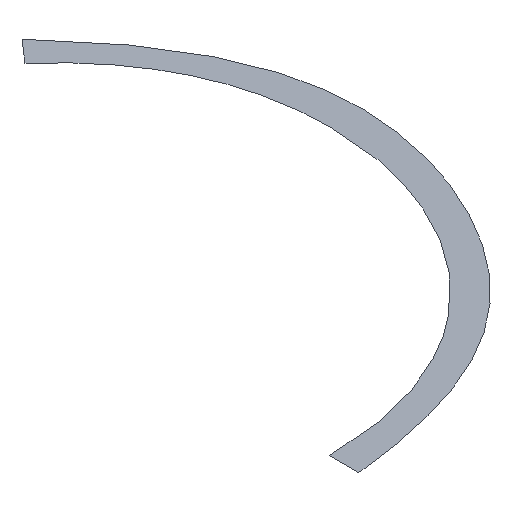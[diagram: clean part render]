
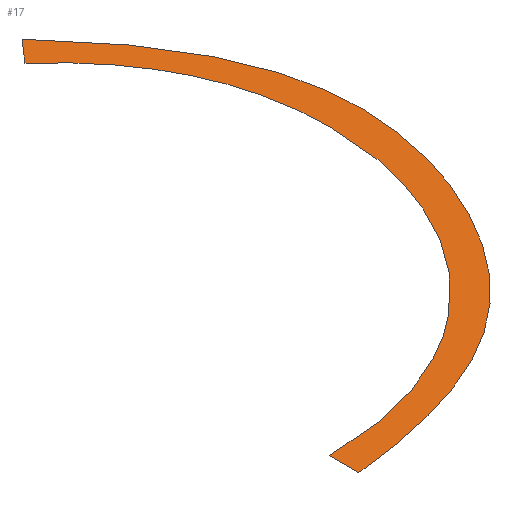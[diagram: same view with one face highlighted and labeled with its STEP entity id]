
A CAD part, isometric view. The second image highlights one B-rep face of the part: STEP entity #17.
In plain terms, the highlighted planar face has unit normal (0.003, 0.001, 1).
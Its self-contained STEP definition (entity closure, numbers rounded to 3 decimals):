
#17 = ADVANCED_FACE('',(#18),#35,.F.);
#18 = FACE_BOUND('',#19,.F.);
#19 = EDGE_LOOP('',(#20,#49,#65,#87,#103,#125));
#20 = ORIENTED_EDGE('',*,*,#21,.T.);
#21 = EDGE_CURVE('',#22,#24,#26,.T.);
#22 = VERTEX_POINT('',#23);
#23 = CARTESIAN_POINT('',(4.657,0.653,
    -0.012));
#24 = VERTEX_POINT('',#25);
#25 = CARTESIAN_POINT('',(1.523,9.491,
    -0.016));
#26 = SURFACE_CURVE('',#27,(#34),.PCURVE_S1.);
#27 = B_SPLINE_CURVE_WITH_KNOTS('',3,(#28,#29,#30,#31,#32,#33),
  .UNSPECIFIED.,.F.,.F.,(4,1,1,4),(0.,0.333,0.667,1.),
  .UNSPECIFIED.);
#28 = CARTESIAN_POINT('',(4.657,0.653,
    -0.012));
#29 = CARTESIAN_POINT('',(4.853,1.828,
    -0.014));
#30 = CARTESIAN_POINT('',(4.881,4.049,
    -0.017));
#31 = CARTESIAN_POINT('',(3.836,6.995,
    -0.018));
#32 = CARTESIAN_POINT('',(2.415,8.702,
    -0.017));
#33 = CARTESIAN_POINT('',(1.523,9.491,
    -0.016));
#34 = PCURVE('',#35,#40);
#35 = PLANE('',#36);
#36 = AXIS2_PLACEMENT_3D('',#37,#38,#39);
#37 = CARTESIAN_POINT('',(7.286,9.46,
    -0.03));
#38 = DIRECTION('',(-0.003,-0.001,
    -1.));
#39 = DIRECTION('',(-0.175,-0.985,0.002)
  );
#40 = DEFINITIONAL_REPRESENTATION('',(#41),#48);
#41 = B_SPLINE_CURVE_WITH_KNOTS('',3,(#42,#43,#44,#45,#46,#47),
  .UNSPECIFIED.,.F.,.F.,(4,1,1,4),(0.,0.333,0.667,1.),
  .UNSPECIFIED.);
#42 = CARTESIAN_POINT('',(9.131,1.052));
#43 = CARTESIAN_POINT('',(7.94,1.065));
#44 = CARTESIAN_POINT('',(5.748,1.424));
#45 = CARTESIAN_POINT('',(3.029,2.967));
#46 = CARTESIAN_POINT('',(1.596,4.665));
#47 = CARTESIAN_POINT('',(0.975,5.681));
#48 = ( GEOMETRIC_REPRESENTATION_CONTEXT(2) 
PARAMETRIC_REPRESENTATION_CONTEXT() REPRESENTATION_CONTEXT('2D SPACE',''
  ) );
#49 = ORIENTED_EDGE('',*,*,#50,.T.);
#50 = EDGE_CURVE('',#24,#51,#53,.T.);
#51 = VERTEX_POINT('',#52);
#52 = CARTESIAN_POINT('',(2.177,10.247,
    -0.018));
#53 = SURFACE_CURVE('',#54,(#58),.PCURVE_S1.);
#54 = LINE('',#55,#56);
#55 = CARTESIAN_POINT('',(1.523,9.491,
    -0.016));
#56 = VECTOR('',#57,1.);
#57 = DIRECTION('',(0.655,0.756,-0.003));
#58 = PCURVE('',#35,#59);
#59 = DEFINITIONAL_REPRESENTATION('',(#60),#64);
#60 = LINE('',#61,#62);
#61 = CARTESIAN_POINT('',(0.975,5.681));
#62 = VECTOR('',#63,1.);
#63 = DIRECTION('',(-0.859,-0.513));
#64 = ( GEOMETRIC_REPRESENTATION_CONTEXT(2) 
PARAMETRIC_REPRESENTATION_CONTEXT() REPRESENTATION_CONTEXT('2D SPACE',''
  ) );
#65 = ORIENTED_EDGE('',*,*,#66,.T.);
#66 = EDGE_CURVE('',#51,#67,#69,.T.);
#67 = VERTEX_POINT('',#68);
#68 = CARTESIAN_POINT('',(-4.861,-8.186,
    0.022));
#69 = SURFACE_CURVE('',#70,(#77),.PCURVE_S1.);
#70 = B_SPLINE_CURVE_WITH_KNOTS('',3,(#71,#72,#73,#74,#75,#76),
  .UNSPECIFIED.,.F.,.F.,(4,1,1,4),(0.,0.333,0.667,1.),
  .UNSPECIFIED.);
#71 = CARTESIAN_POINT('',(2.177,10.247,
    -0.018));
#72 = CARTESIAN_POINT('',(4.549,7.704,
    -0.021));
#73 = CARTESIAN_POINT('',(7.173,2.915,
    -0.022));
#74 = CARTESIAN_POINT('',(3.454,-5.955,
    -0.001));
#75 = CARTESIAN_POINT('',(-1.528,-7.829,
    0.013));
#76 = CARTESIAN_POINT('',(-4.861,-8.186,
    0.022));
#77 = PCURVE('',#35,#78);
#78 = DEFINITIONAL_REPRESENTATION('',(#79),#86);
#79 = B_SPLINE_CURVE_WITH_KNOTS('',3,(#80,#81,#82,#83,#84,#85),
  .UNSPECIFIED.,.F.,.F.,(4,1,1,4),(0.,0.333,0.667,1.),
  .UNSPECIFIED.);
#80 = CARTESIAN_POINT('',(0.116,5.168));
#81 = CARTESIAN_POINT('',(2.207,2.39));
#82 = CARTESIAN_POINT('',(6.464,-1.03));
#83 = CARTESIAN_POINT('',(15.847,1.084));
#84 = CARTESIAN_POINT('',(18.562,5.662));
#85 = CARTESIAN_POINT('',(19.495,8.882));
#86 = ( GEOMETRIC_REPRESENTATION_CONTEXT(2) 
PARAMETRIC_REPRESENTATION_CONTEXT() REPRESENTATION_CONTEXT('2D SPACE',''
  ) );
#87 = ORIENTED_EDGE('',*,*,#88,.T.);
#88 = EDGE_CURVE('',#67,#89,#91,.T.);
#89 = VERTEX_POINT('',#90);
#90 = CARTESIAN_POINT('',(-4.846,-7.188,
    0.021));
#91 = SURFACE_CURVE('',#92,(#96),.PCURVE_S1.);
#92 = LINE('',#93,#94);
#93 = CARTESIAN_POINT('',(-4.861,-8.186,
    0.022));
#94 = VECTOR('',#95,1.);
#95 = DIRECTION('',(0.016,1.,-0.001
    ));
#96 = PCURVE('',#35,#97);
#97 = DEFINITIONAL_REPRESENTATION('',(#98),#102);
#98 = LINE('',#99,#100);
#99 = CARTESIAN_POINT('',(19.495,8.882));
#100 = VECTOR('',#101,1.);
#101 = DIRECTION('',(-0.987,0.159));
#102 = ( GEOMETRIC_REPRESENTATION_CONTEXT(2) 
PARAMETRIC_REPRESENTATION_CONTEXT() REPRESENTATION_CONTEXT('2D SPACE',''
  ) );
#103 = ORIENTED_EDGE('',*,*,#104,.T.);
#104 = EDGE_CURVE('',#89,#105,#107,.T.);
#105 = VERTEX_POINT('',#106);
#106 = CARTESIAN_POINT('',(1.35,-5.016,
    0.003));
#107 = SURFACE_CURVE('',#108,(#115),.PCURVE_S1.);
#108 = B_SPLINE_CURVE_WITH_KNOTS('',3,(#109,#110,#111,#112,#113,#114),
  .UNSPECIFIED.,.F.,.F.,(4,1,1,4),(0.,0.333,0.667,1.),
  .UNSPECIFIED.);
#109 = CARTESIAN_POINT('',(-4.846,-7.188,
    0.021));
#110 = CARTESIAN_POINT('',(-4.021,-7.176,
    0.019));
#111 = CARTESIAN_POINT('',(-2.462,-6.998,
    0.015));
#112 = CARTESIAN_POINT('',(-0.402,-6.255,
    0.009));
#113 = CARTESIAN_POINT('',(0.795,-5.478,
    0.005));
#114 = CARTESIAN_POINT('',(1.35,-5.016,
    0.003));
#115 = PCURVE('',#35,#116);
#116 = DEFINITIONAL_REPRESENTATION('',(#117),#124);
#117 = B_SPLINE_CURVE_WITH_KNOTS('',3,(#118,#119,#120,#121,#122,#123),
  .UNSPECIFIED.,.F.,.F.,(4,1,1,4),(0.,0.333,0.667,1.),
  .UNSPECIFIED.);
#118 = CARTESIAN_POINT('',(18.51,9.041));
#119 = CARTESIAN_POINT('',(18.354,8.231));
#120 = CARTESIAN_POINT('',(17.907,6.727));
#121 = CARTESIAN_POINT('',(16.816,4.829));
#122 = CARTESIAN_POINT('',(15.842,3.785));
#123 = CARTESIAN_POINT('',(15.29,3.32));
#124 = ( GEOMETRIC_REPRESENTATION_CONTEXT(2) 
PARAMETRIC_REPRESENTATION_CONTEXT() REPRESENTATION_CONTEXT('2D SPACE',''
  ) );
#125 = ORIENTED_EDGE('',*,*,#126,.T.);
#126 = EDGE_CURVE('',#105,#22,#127,.T.);
#127 = SURFACE_CURVE('',#128,(#135),.PCURVE_S1.);
#128 = B_SPLINE_CURVE_WITH_KNOTS('',3,(#129,#130,#131,#132,#133,#134),
  .UNSPECIFIED.,.F.,.F.,(4,1,1,4),(0.,0.333,0.667,1.),
  .UNSPECIFIED.);
#129 = CARTESIAN_POINT('',(1.35,-5.016,
    0.003));
#130 = CARTESIAN_POINT('',(1.924,-4.541,
    0.001));
#131 = CARTESIAN_POINT('',(2.935,-3.489,
    -0.003));
#132 = CARTESIAN_POINT('',(4.036,-1.599,
    -0.008));
#133 = CARTESIAN_POINT('',(4.496,-0.132,
    -0.011));
#134 = CARTESIAN_POINT('',(4.657,0.653,
    -0.012));
#135 = PCURVE('',#35,#136);
#136 = DEFINITIONAL_REPRESENTATION('',(#137),#144);
#137 = B_SPLINE_CURVE_WITH_KNOTS('',3,(#138,#139,#140,#141,#142,#143),
  .UNSPECIFIED.,.F.,.F.,(4,1,1,4),(0.,0.333,0.667,1.),
  .UNSPECIFIED.);
#138 = CARTESIAN_POINT('',(15.29,3.32));
#139 = CARTESIAN_POINT('',(14.722,2.837));
#140 = CARTESIAN_POINT('',(13.509,2.026));
#141 = CARTESIAN_POINT('',(11.457,1.271));
#142 = CARTESIAN_POINT('',(9.932,1.074));
#143 = CARTESIAN_POINT('',(9.131,1.052));
#144 = ( GEOMETRIC_REPRESENTATION_CONTEXT(2) 
PARAMETRIC_REPRESENTATION_CONTEXT() REPRESENTATION_CONTEXT('2D SPACE',''
  ) );
